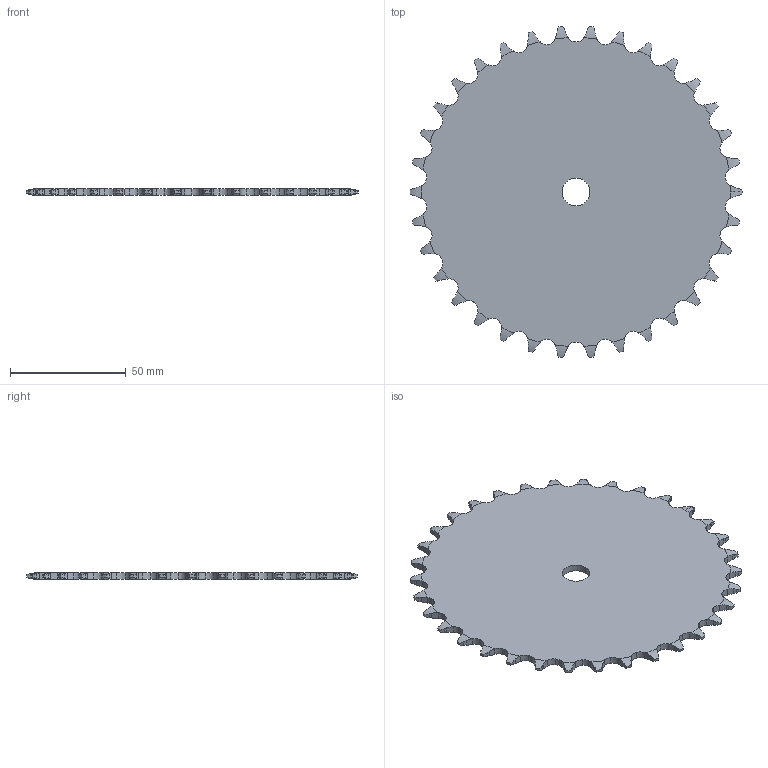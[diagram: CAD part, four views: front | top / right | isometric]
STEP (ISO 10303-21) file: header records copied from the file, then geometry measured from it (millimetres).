
FILE_DESCRIPTION(('FreeCAD Model'),'2;1');
FILE_NAME('Open CASCADE Shape Model','2022-02-12T11:01:48',('FreeCAD'),( 'FreeCAD'),'Open CASCADE STEP processor 7.4','FreeCAD','Unknown');
FILE_SCHEMA(('AUTOMOTIVE_DESIGN { 1 0 10303 214 1 1 1 1 }'));
Length unit declared in the file: millimetre
Products named in the file (1): Open CASCADE STEP translator 7.4 27
Bounding box: 143.6 x 143.14 x 3 mm (x, y, z)
Volume: 42387.4 mm3; surface area: 30339.7 mm2
Topology: 1 solids, 1 shells, 380 faces, 1132 edges, 754 vertices
Faces by surface type: cylinder 240, plane 70, torus 70
Full cylindrical faces by diameter (mm): 12 x1
Entity records: 33920 total; most frequent: CARTESIAN_POINT 14173, DIRECTION 3006, ORIENTED_EDGE 2264, PCURVE 2264, DEFINITIONAL_REPRESENTATION 2264, LINE 1544, VECTOR 1544, B_SPLINE_CURVE_WITH_KNOTS 1224
